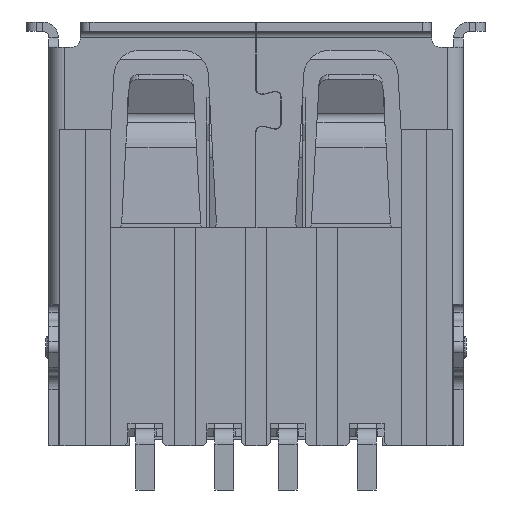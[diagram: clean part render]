
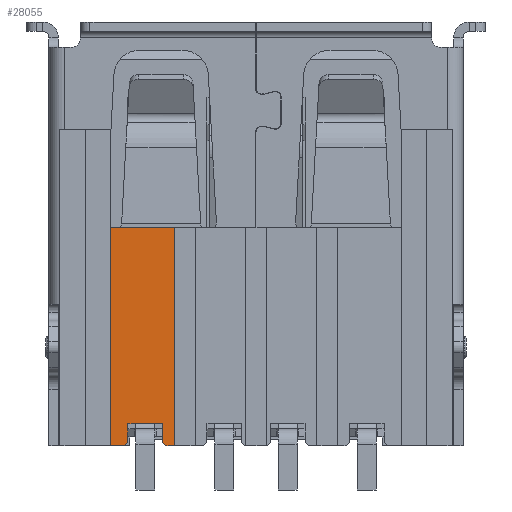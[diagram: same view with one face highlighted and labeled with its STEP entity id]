
A CAD part, front view. The second image highlights one B-rep face of the part: STEP entity #28055.
In plain terms, the highlighted planar face has unit normal (0, -1, 0).
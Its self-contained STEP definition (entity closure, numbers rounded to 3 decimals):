
#627 = CARTESIAN_POINT ( 'NONE',  ( -4.6, 0.35, -1.12 ) ) ;
#813 = CARTESIAN_POINT ( 'NONE',  ( -2.95, 0.35, -0.42 ) ) ;
#1083 = CARTESIAN_POINT ( 'NONE',  ( -4.05, 0.35, -1.02 ) ) ;
#1626 = CARTESIAN_POINT ( 'NONE',  ( -2.25, 0.35, -1.12 ) ) ;
#1778 = CARTESIAN_POINT ( 'NONE',  ( -3.588, 0.35, -1.12 ) ) ;
#1913 = ORIENTED_EDGE ( 'NONE', *, *, #17901, .F. ) ;
#2189 = VECTOR ( 'NONE', #14052, 1000. ) ;
#2300 = VERTEX_POINT ( 'NONE', #15687 ) ;
#2330 = LINE ( 'NONE', #5799, #12844 ) ;
#2365 = LINE ( 'NONE', #10762, #22568 ) ;
#3368 = EDGE_LOOP ( 'NONE', ( #18233, #26061, #18842, #8665, #24791, #19708, #5324, #30543, #1913, #22328 ) ) ;
#4381 = CARTESIAN_POINT ( 'NONE',  ( -4.6, 0.35, 5.78 ) ) ;
#4741 = VERTEX_POINT ( 'NONE', #24070 ) ;
#5250 = AXIS2_PLACEMENT_3D ( 'NONE', #20918, #6574, #25311 ) ;
#5305 = VECTOR ( 'NONE', #15128, 1000. ) ;
#5324 = ORIENTED_EDGE ( 'NONE', *, *, #14546, .T. ) ;
#5799 = CARTESIAN_POINT ( 'NONE',  ( -3.5, 0.35, -0.42 ) ) ;
#6510 = VECTOR ( 'NONE', #25916, 1000. ) ;
#6574 = DIRECTION ( 'NONE',  ( 0., -1., 0. ) ) ;
#6646 = VERTEX_POINT ( 'NONE', #7902 ) ;
#7902 = CARTESIAN_POINT ( 'NONE',  ( -4.15, 0.35, -1.12 ) ) ;
#8542 = EDGE_CURVE ( 'NONE', #13718, #8724, #24856, .T. ) ;
#8665 = ORIENTED_EDGE ( 'NONE', *, *, #16686, .T. ) ;
#8697 = DIRECTION ( 'NONE',  ( 0., 0., -1. ) ) ;
#8724 = VERTEX_POINT ( 'NONE', #14553 ) ;
#9234 = CARTESIAN_POINT ( 'NONE',  ( -2.575, 0.35, 5.78 ) ) ;
#9515 = VECTOR ( 'NONE', #14910, 1000. ) ;
#10762 = CARTESIAN_POINT ( 'NONE',  ( -4.6, 0.35, 2.33 ) ) ;
#10868 = CARTESIAN_POINT ( 'NONE',  ( -2.9, 0.35, -1.07 ) ) ;
#11305 = CARTESIAN_POINT ( 'NONE',  ( -2.575, 0.35, -1.12 ) ) ;
#11562 = EDGE_CURVE ( 'NONE', #13999, #2300, #12367, .T. ) ;
#12367 = LINE ( 'NONE', #17575, #28791 ) ;
#12844 = VECTOR ( 'NONE', #15348, 1000. ) ;
#13375 = VECTOR ( 'NONE', #20887, 1000. ) ;
#13718 = VERTEX_POINT ( 'NONE', #813 ) ;
#13999 = VERTEX_POINT ( 'NONE', #1083 ) ;
#14052 = DIRECTION ( 'NONE',  ( -1., 0., 0. ) ) ;
#14546 = EDGE_CURVE ( 'NONE', #30525, #26015, #19232, .T. ) ;
#14553 = CARTESIAN_POINT ( 'NONE',  ( -2.95, 0.35, -1.02 ) ) ;
#14766 = LINE ( 'NONE', #16545, #6510 ) ;
#14910 = DIRECTION ( 'NONE',  ( -1., 0., 0. ) ) ;
#15128 = DIRECTION ( 'NONE',  ( 0., 0., -1. ) ) ;
#15228 = FACE_OUTER_BOUND ( 'NONE', #3368, .T. ) ;
#15348 = DIRECTION ( 'NONE',  ( 1., 0., 0. ) ) ;
#15687 = CARTESIAN_POINT ( 'NONE',  ( -4.05, 0.35, -0.42 ) ) ;
#16047 = EDGE_CURVE ( 'NONE', #30525, #28034, #22891, .T. ) ;
#16545 = CARTESIAN_POINT ( 'NONE',  ( -4.1, 0.35, -1.07 ) ) ;
#16686 = EDGE_CURVE ( 'NONE', #8724, #4741, #28460, .T. ) ;
#17575 = CARTESIAN_POINT ( 'NONE',  ( -4.05, 0.35, -0.72 ) ) ;
#17624 = VERTEX_POINT ( 'NONE', #627 ) ;
#17901 = EDGE_CURVE ( 'NONE', #6646, #17624, #28779, .T. ) ;
#18233 = ORIENTED_EDGE ( 'NONE', *, *, #11562, .T. ) ;
#18508 = VECTOR ( 'NONE', #8697, 1000. ) ;
#18842 = ORIENTED_EDGE ( 'NONE', *, *, #8542, .T. ) ;
#19232 = LINE ( 'NONE', #29211, #9515 ) ;
#19369 = EDGE_CURVE ( 'NONE', #4741, #28034, #24564, .T. ) ;
#19614 = CARTESIAN_POINT ( 'NONE',  ( -2.575, 0.35, 2.33 ) ) ;
#19708 = ORIENTED_EDGE ( 'NONE', *, *, #16047, .F. ) ;
#19875 = VECTOR ( 'NONE', #29906, 1000. ) ;
#20639 = EDGE_CURVE ( 'NONE', #6646, #13999, #14766, .T. ) ;
#20887 = DIRECTION ( 'NONE',  ( 1., 0., 0. ) ) ;
#20918 = CARTESIAN_POINT ( 'NONE',  ( -2.535, 0.35, 5.918 ) ) ;
#20935 = EDGE_CURVE ( 'NONE', #17624, #26015, #2365, .T. ) ;
#21363 = EDGE_CURVE ( 'NONE', #2300, #13718, #2330, .T. ) ;
#22328 = ORIENTED_EDGE ( 'NONE', *, *, #20639, .T. ) ;
#22568 = VECTOR ( 'NONE', #22877, 1000. ) ;
#22877 = DIRECTION ( 'NONE',  ( 0., 0., 1. ) ) ;
#22891 = LINE ( 'NONE', #19614, #5305 ) ;
#23310 = CARTESIAN_POINT ( 'NONE',  ( -2.95, 0.35, -0.72 ) ) ;
#24070 = CARTESIAN_POINT ( 'NONE',  ( -2.85, 0.35, -1.12 ) ) ;
#24564 = LINE ( 'NONE', #1626, #13375 ) ;
#24661 = DIRECTION ( 'NONE',  ( 0., 0., 1. ) ) ;
#24791 = ORIENTED_EDGE ( 'NONE', *, *, #19369, .T. ) ;
#24856 = LINE ( 'NONE', #23310, #18508 ) ;
#25311 = DIRECTION ( 'NONE',  ( 1., 0., 0. ) ) ;
#25418 = PLANE ( 'NONE',  #5250 ) ;
#25916 = DIRECTION ( 'NONE',  ( 0.707, 0., 0.707 ) ) ;
#26015 = VERTEX_POINT ( 'NONE', #4381 ) ;
#26061 = ORIENTED_EDGE ( 'NONE', *, *, #21363, .T. ) ;
#28034 = VERTEX_POINT ( 'NONE', #11305 ) ;
#28055 = ADVANCED_FACE ( 'NONE', ( #15228 ), #25418, .T. ) ;
#28460 = LINE ( 'NONE', #10868, #19875 ) ;
#28779 = LINE ( 'NONE', #1778, #2189 ) ;
#28791 = VECTOR ( 'NONE', #24661, 1000. ) ;
#29211 = CARTESIAN_POINT ( 'NONE',  ( 0., 0.35, 5.78 ) ) ;
#29906 = DIRECTION ( 'NONE',  ( 0.707, 0., -0.707 ) ) ;
#30525 = VERTEX_POINT ( 'NONE', #9234 ) ;
#30543 = ORIENTED_EDGE ( 'NONE', *, *, #20935, .F. ) ;
